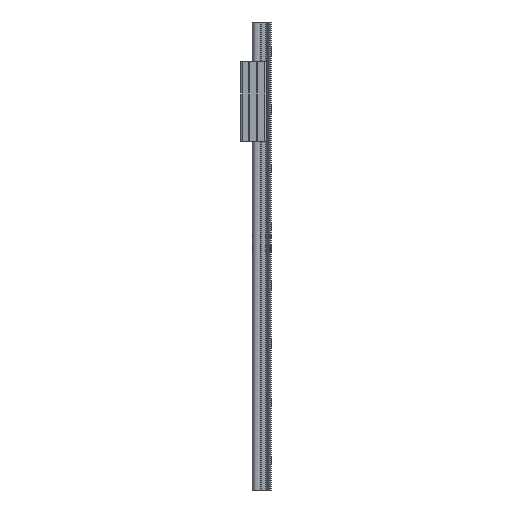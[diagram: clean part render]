
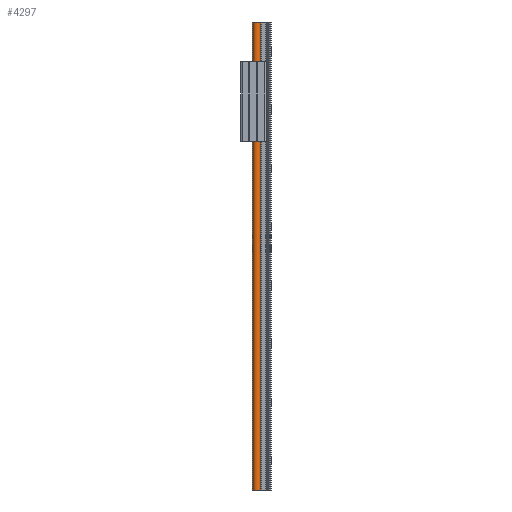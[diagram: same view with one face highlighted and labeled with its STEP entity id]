
A CAD part, left-side view. The second image highlights one B-rep face of the part: STEP entity #4297.
In plain terms, the highlighted cylindrical face has radius 1.706 mm (diameter 3.412 mm), a partial arc.
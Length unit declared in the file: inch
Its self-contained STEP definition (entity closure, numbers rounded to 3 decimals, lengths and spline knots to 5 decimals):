
#50 = ORIENTED_EDGE ( 'NONE', *, *, #3403, .T. ) ;
#592 = CARTESIAN_POINT ( 'NONE',  ( -0.19034, 0.2468, -7.874 ) ) ;
#1186 = DIRECTION ( 'NONE',  ( 0., 0., 1. ) ) ;
#1267 = AXIS2_PLACEMENT_3D ( 'NONE', #592, #10984, #12996 ) ;
#1383 = DIRECTION ( 'NONE',  ( 0., 0., 1. ) ) ;
#2043 = DIRECTION ( 'NONE',  ( 1., 0., 0. ) ) ;
#2342 = CIRCLE ( 'NONE', #13172, 0.06716 ) ;
#2348 = CARTESIAN_POINT ( 'NONE',  ( -0.195, 0.1798, 0. ) ) ;
#2461 = CARTESIAN_POINT ( 'NONE',  ( -0.195, 0.3138, -7.874 ) ) ;
#2521 = LINE ( 'NONE', #2461, #3005 ) ;
#2874 = AXIS2_PLACEMENT_3D ( 'NONE', #2913, #1186, #2043 ) ;
#2913 = CARTESIAN_POINT ( 'NONE',  ( -0.19034, 0.2468, -7.874 ) ) ;
#3005 = VECTOR ( 'NONE', #5654, 39.37008 ) ;
#3403 = EDGE_CURVE ( 'NONE', #11816, #12408, #4017, .T. ) ;
#3471 = EDGE_CURVE ( 'NONE', #9591, #11816, #4426, .T. ) ;
#3529 = ORIENTED_EDGE ( 'NONE', *, *, #8238, .F. ) ;
#4017 = LINE ( 'NONE', #4283, #8303 ) ;
#4283 = CARTESIAN_POINT ( 'NONE',  ( -0.195, 0.1798, -7.874 ) ) ;
#4297 = ADVANCED_FACE ( 'NONE', ( #10144 ), #9884, .T. ) ;
#4426 = CIRCLE ( 'NONE', #2874, 0.06716 ) ;
#4623 = EDGE_CURVE ( 'NONE', #5175, #12408, #2342, .T. ) ;
#5175 = VERTEX_POINT ( 'NONE', #10514 ) ;
#5525 = DIRECTION ( 'NONE',  ( 1., 0., 0. ) ) ;
#5654 = DIRECTION ( 'NONE',  ( 0., 0., 1. ) ) ;
#5705 = ORIENTED_EDGE ( 'NONE', *, *, #4623, .F. ) ;
#5942 = CARTESIAN_POINT ( 'NONE',  ( -0.195, 0.3138, -7.874 ) ) ;
#8238 = EDGE_CURVE ( 'NONE', #9591, #5175, #2521, .T. ) ;
#8303 = VECTOR ( 'NONE', #11378, 39.37008 ) ;
#9591 = VERTEX_POINT ( 'NONE', #5942 ) ;
#9884 = CYLINDRICAL_SURFACE ( 'NONE', #1267, 0.06716 ) ;
#10144 = FACE_OUTER_BOUND ( 'NONE', #10541, .T. ) ;
#10384 = CARTESIAN_POINT ( 'NONE',  ( -0.195, 0.1798, -7.874 ) ) ;
#10514 = CARTESIAN_POINT ( 'NONE',  ( -0.195, 0.3138, 0. ) ) ;
#10541 = EDGE_LOOP ( 'NONE', ( #5705, #3529, #12668, #50 ) ) ;
#10984 = DIRECTION ( 'NONE',  ( 0., 0., 1. ) ) ;
#11378 = DIRECTION ( 'NONE',  ( 0., 0., 1. ) ) ;
#11712 = CARTESIAN_POINT ( 'NONE',  ( -0.19034, 0.2468, 0. ) ) ;
#11816 = VERTEX_POINT ( 'NONE', #10384 ) ;
#12408 = VERTEX_POINT ( 'NONE', #2348 ) ;
#12668 = ORIENTED_EDGE ( 'NONE', *, *, #3471, .T. ) ;
#12996 = DIRECTION ( 'NONE',  ( 1., 0., 0. ) ) ;
#13172 = AXIS2_PLACEMENT_3D ( 'NONE', #11712, #1383, #5525 ) ;
